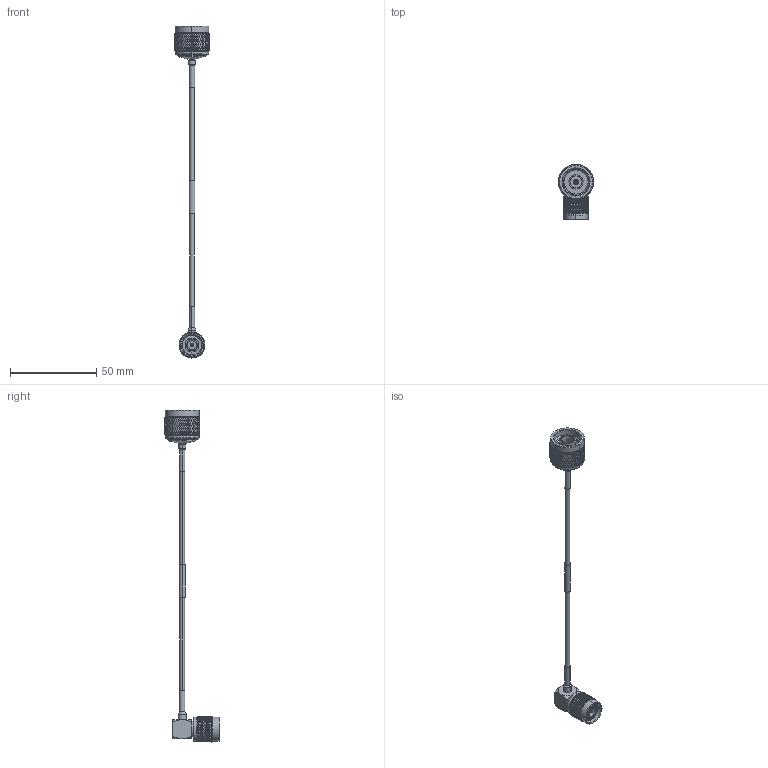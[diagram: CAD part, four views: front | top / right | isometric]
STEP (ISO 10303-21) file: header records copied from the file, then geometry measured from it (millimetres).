
FILE_DESCRIPTION (( 'STEP AP214' ), '1' );
FILE_NAME ('LCCA30643.step', '2020-05-06T20:42:56', ( '' ), ( '' ), 'SwSTEP 2.0', 'SolidWorks 2018', '' );
FILE_SCHEMA (( 'AUTOMOTIVE_DESIGN' ));
Length unit declared in the file: inch
Products named in the file (5): LCCN3060^LCCA30643_Heat Shrink; Label^LCCA30643; LCCA30643; LC085TBJ^LCCA30643; LCCN3050^LCCA30643_Heat Shrink
Assembly tree (4 placements, depth 2):
  LCCA30643
    LC085TBJ^LCCA30643
    Label^LCCA30643
    LCCN3050^LCCA30643_Heat Shrink
    LCCN3060^LCCA30643_Heat Shrink
Bounding box: 20.32 x 31.66 x 193 mm (x, y, z)
Volume: 8218.7 mm3; surface area: 7457.5 mm2
Topology: 4 solids, 4 shells, 4409 faces, 9358 edges, 4975 vertices
Faces by surface type: bspline 3402, cylinder 898, plane 55, cone 46, torus 8
Entity records: 173864 total; most frequent: CARTESIAN_POINT 116701, ORIENTED_EDGE 18716, EDGE_CURVE 9358, VERTEX_POINT 4975, EDGE_LOOP 4427, FACE_OUTER_BOUND 4409, ADVANCED_FACE 4409, B_SPLINE_CURVE_WITH_KNOTS 3968
